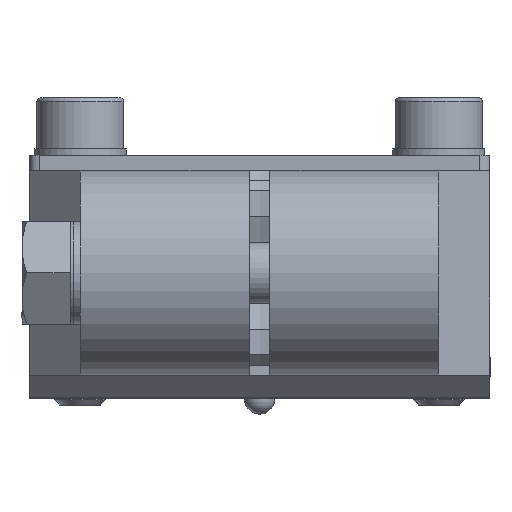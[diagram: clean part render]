
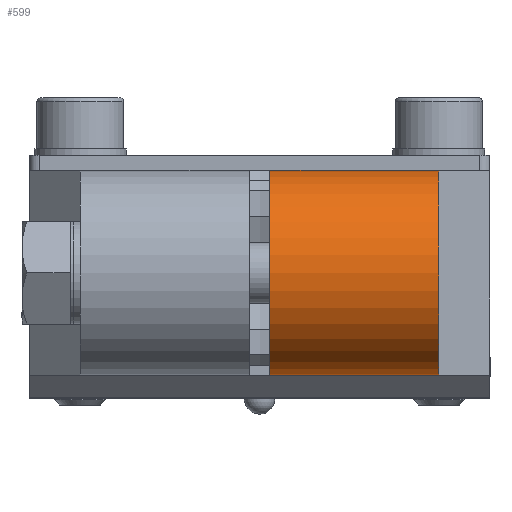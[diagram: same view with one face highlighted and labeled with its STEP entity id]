
A CAD part, left-side view. The second image highlights one B-rep face of the part: STEP entity #599.
In plain terms, the highlighted cylindrical face has radius 10 mm (diameter 20 mm), a partial arc.
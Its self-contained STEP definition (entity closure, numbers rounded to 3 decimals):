
#233=CARTESIAN_POINT('',(-114.275,-1.0,20.0));
#234=VERTEX_POINT('',#233);
#241=CARTESIAN_POINT('',(-114.275,-17.5,20.0));
#242=VERTEX_POINT('',#241);
#243=CARTESIAN_POINT('',(-114.275,-17.5,20.0));
#244=DIRECTION('',(0.0,1.0,0.0));
#245=VECTOR('',#244,16.5);
#246=LINE('',#243,#245);
#247=EDGE_CURVE('',#242,#234,#246,.T.);
#426=CARTESIAN_POINT('',(-114.275,-17.5,0.0));
#427=VERTEX_POINT('',#426);
#434=CARTESIAN_POINT('',(-114.275,-1.0,0.0));
#435=VERTEX_POINT('',#434);
#436=CARTESIAN_POINT('',(-114.275,-1.,0.0));
#437=DIRECTION('',(0.0,-1.0,0.0));
#438=VECTOR('',#437,16.5);
#439=LINE('',#436,#438);
#440=EDGE_CURVE('',#435,#427,#439,.T.);
#561=CARTESIAN_POINT('',(-114.275,-17.5,10.0));
#562=DIRECTION('',(0.0,1.0,0.0));
#563=DIRECTION('',(-0.707,0.0,0.707));
#564=AXIS2_PLACEMENT_3D('',#561,#562,#563);
#565=CIRCLE('',#564,10.);
#566=EDGE_CURVE('',#427,#242,#565,.T.);
#582=CARTESIAN_POINT('',(-114.275,-11.25,10.0));
#583=DIRECTION('',(0.0,1.0,0.0));
#584=DIRECTION('',(-0.707,0.0,0.707));
#585=AXIS2_PLACEMENT_3D('',#582,#583,#584);
#586=CYLINDRICAL_SURFACE('',#585,10.0);
#587=ORIENTED_EDGE('',*,*,#566,.T.);
#588=ORIENTED_EDGE('',*,*,#247,.T.);
#589=CARTESIAN_POINT('',(-114.275,-1.,10.0));
#590=DIRECTION('',(0.0,-1.0,0.0));
#591=DIRECTION('',(-0.707,0.0,-0.707));
#592=AXIS2_PLACEMENT_3D('',#589,#590,#591);
#593=CIRCLE('',#592,10.);
#594=EDGE_CURVE('',#234,#435,#593,.T.);
#595=ORIENTED_EDGE('',*,*,#594,.T.);
#596=ORIENTED_EDGE('',*,*,#440,.T.);
#597=EDGE_LOOP('',(#587,#588,#595,#596));
#598=FACE_OUTER_BOUND('',#597,.T.);
#599=ADVANCED_FACE('',(#598),#586,.T.);
